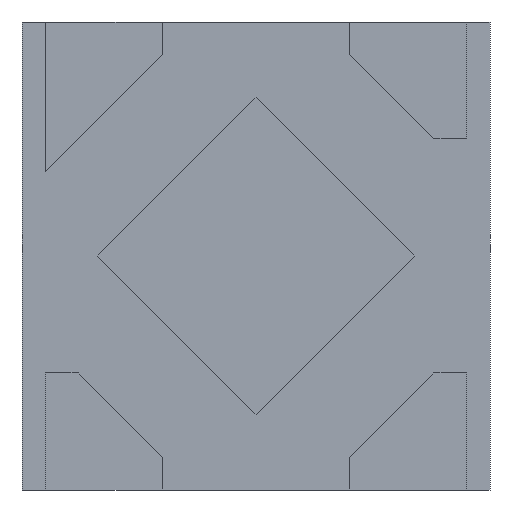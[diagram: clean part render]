
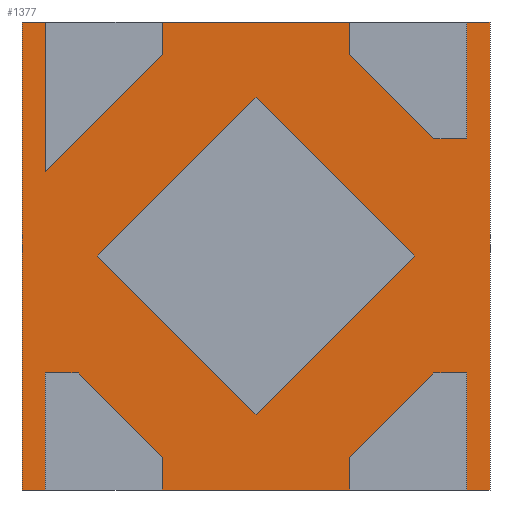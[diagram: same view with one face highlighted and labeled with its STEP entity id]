
A CAD part, front view. The second image highlights one B-rep face of the part: STEP entity #1377.
In plain terms, the highlighted planar face has unit normal (0, -1, 0).
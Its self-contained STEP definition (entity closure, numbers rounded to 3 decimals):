
#954=CARTESIAN_POINT('',(-0.5,0.,-0.5));
#955=VERTEX_POINT('',#954);
#956=CARTESIAN_POINT('',(-0.5,0.,0.5));
#957=VERTEX_POINT('',#956);
#958=CARTESIAN_POINT('',(-0.5,0.,-0.5));
#959=DIRECTION('',(-0.,-0.,1.));
#960=VECTOR('',#959,1.);
#961=LINE('',#958,#960);
#962=EDGE_CURVE('NONE',#955,#957,#961,.T.);
#1004=CARTESIAN_POINT('',(-0.2,0.,0.5));
#1005=VERTEX_POINT('',#1004);
#1012=CARTESIAN_POINT('',(0.2,0.,0.5));
#1013=VERTEX_POINT('',#1012);
#1014=CARTESIAN_POINT('',(-0.2,0.,0.5));
#1015=DIRECTION('',(1.,-0.,-0.));
#1016=VECTOR('',#1015,0.4);
#1017=LINE('',#1014,#1016);
#1018=EDGE_CURVE('NONE',#1005,#1013,#1017,.T.);
#1036=CARTESIAN_POINT('',(0.45,0.,0.5));
#1037=VERTEX_POINT('',#1036);
#1044=CARTESIAN_POINT('',(0.5,0.,0.5));
#1045=VERTEX_POINT('',#1044);
#1046=CARTESIAN_POINT('',(0.45,0.,0.5));
#1047=DIRECTION('',(1.,-0.,-0.));
#1048=VECTOR('',#1047,0.05);
#1049=LINE('',#1046,#1048);
#1050=EDGE_CURVE('NONE',#1037,#1045,#1049,.T.);
#1067=CARTESIAN_POINT('',(-0.45,0.,0.5));
#1068=VERTEX_POINT('',#1067);
#1069=CARTESIAN_POINT('',(-0.5,0.,0.5));
#1070=DIRECTION('',(1.,-0.,-0.));
#1071=VECTOR('',#1070,0.05);
#1072=LINE('',#1069,#1071);
#1073=EDGE_CURVE('NONE',#957,#1068,#1072,.T.);
#1089=CARTESIAN_POINT('',(0.5,0.,-0.5));
#1090=VERTEX_POINT('',#1089);
#1091=CARTESIAN_POINT('',(0.5,0.,0.5));
#1092=DIRECTION('',(-0.,-0.,-1.));
#1093=VECTOR('',#1092,1.);
#1094=LINE('',#1091,#1093);
#1095=EDGE_CURVE('NONE',#1045,#1090,#1094,.T.);
#1130=CARTESIAN_POINT('',(-0.45,0.,-0.5));
#1131=VERTEX_POINT('',#1130);
#1138=CARTESIAN_POINT('',(-0.45,0.,-0.5));
#1139=DIRECTION('',(-1.,-0.,0.));
#1140=VECTOR('',#1139,0.05);
#1141=LINE('',#1138,#1140);
#1142=EDGE_CURVE('NONE',#1131,#955,#1141,.T.);
#1152=CARTESIAN_POINT('',(0.45,0.,-0.5));
#1153=VERTEX_POINT('',#1152);
#1154=CARTESIAN_POINT('',(0.5,0.,-0.5));
#1155=DIRECTION('',(-1.,-0.,0.));
#1156=VECTOR('',#1155,0.05);
#1157=LINE('',#1154,#1156);
#1158=EDGE_CURVE('NONE',#1090,#1153,#1157,.T.);
#1176=CARTESIAN_POINT('',(0.2,0.,-0.5));
#1177=VERTEX_POINT('',#1176);
#1184=CARTESIAN_POINT('',(-0.2,0.,-0.5));
#1185=VERTEX_POINT('',#1184);
#1186=CARTESIAN_POINT('',(0.2,0.,-0.5));
#1187=DIRECTION('',(-1.,-0.,0.));
#1188=VECTOR('',#1187,0.4);
#1189=LINE('',#1186,#1188);
#1190=EDGE_CURVE('NONE',#1177,#1185,#1189,.T.);
#1216=CARTESIAN_POINT('',(0.,0.,0.));
#1217=DIRECTION('',(0.,1.,0.));
#1218=DIRECTION('',(0.,0.,1.));
#1219=AXIS2_PLACEMENT_3D('',#1216,#1217,#1218);
#1220=PLANE('',#1219);
#1221=CARTESIAN_POINT('',(0.,-0.,0.339));
#1222=VERTEX_POINT('',#1221);
#1223=CARTESIAN_POINT('',(-0.339,-0.,0.));
#1224=VERTEX_POINT('',#1223);
#1225=CARTESIAN_POINT('',(-0.,-0.,0.339));
#1226=DIRECTION('',(-0.707,-0.,-0.707));
#1227=VECTOR('',#1226,0.48);
#1228=LINE('',#1225,#1227);
#1229=EDGE_CURVE('NONE',#1222,#1224,#1228,.T.);
#1230=ORIENTED_EDGE('',*,*,#1229,.F.);
#1231=CARTESIAN_POINT('',(0.339,-0.,0.));
#1232=VERTEX_POINT('',#1231);
#1233=CARTESIAN_POINT('',(0.339,-0.,0.));
#1234=DIRECTION('',(-0.707,-0.,0.707));
#1235=VECTOR('',#1234,0.48);
#1236=LINE('',#1233,#1235);
#1237=EDGE_CURVE('NONE',#1232,#1222,#1236,.T.);
#1238=ORIENTED_EDGE('',*,*,#1237,.F.);
#1239=CARTESIAN_POINT('',(-0.,-0.,-0.339));
#1240=VERTEX_POINT('',#1239);
#1241=CARTESIAN_POINT('',(-0.,-0.,-0.339));
#1242=DIRECTION('',(0.707,-0.,0.707));
#1243=VECTOR('',#1242,0.48);
#1244=LINE('',#1241,#1243);
#1245=EDGE_CURVE('NONE',#1240,#1232,#1244,.T.);
#1246=ORIENTED_EDGE('',*,*,#1245,.F.);
#1247=CARTESIAN_POINT('',(-0.339,-0.,0.));
#1248=DIRECTION('',(0.707,-0.,-0.707));
#1249=VECTOR('',#1248,0.48);
#1250=LINE('',#1247,#1249);
#1251=EDGE_CURVE('NONE',#1224,#1240,#1250,.T.);
#1252=ORIENTED_EDGE('',*,*,#1251,.F.);
#1253=EDGE_LOOP('',(#1230,#1238,#1246,#1252));
#1254=FACE_BOUND('',#1253,.T.);
#1255=ORIENTED_EDGE('',*,*,#1018,.F.);
#1256=CARTESIAN_POINT('',(-0.2,-0.,0.43));
#1257=VERTEX_POINT('',#1256);
#1258=CARTESIAN_POINT('',(-0.2,0.,0.43));
#1259=DIRECTION('',(-0.,-0.,1.));
#1260=VECTOR('',#1259,0.07);
#1261=LINE('',#1258,#1260);
#1262=EDGE_CURVE('NONE',#1257,#1005,#1261,.T.);
#1263=ORIENTED_EDGE('',*,*,#1262,.F.);
#1264=CARTESIAN_POINT('',(-0.45,-0.,0.18));
#1265=VERTEX_POINT('',#1264);
#1266=CARTESIAN_POINT('',(-0.45,-0.,0.18));
#1267=DIRECTION('',(0.707,-0.,0.707));
#1268=VECTOR('',#1267,0.354);
#1269=LINE('',#1266,#1268);
#1270=EDGE_CURVE('NONE',#1265,#1257,#1269,.T.);
#1271=ORIENTED_EDGE('',*,*,#1270,.F.);
#1272=CARTESIAN_POINT('',(-0.45,0.,0.5));
#1273=DIRECTION('',(-0.,-0.,-1.));
#1274=VECTOR('',#1273,0.32);
#1275=LINE('',#1272,#1274);
#1276=EDGE_CURVE('NONE',#1068,#1265,#1275,.T.);
#1277=ORIENTED_EDGE('',*,*,#1276,.F.);
#1278=ORIENTED_EDGE('',*,*,#1073,.F.);
#1279=ORIENTED_EDGE('',*,*,#962,.F.);
#1280=ORIENTED_EDGE('',*,*,#1142,.F.);
#1281=CARTESIAN_POINT('',(-0.45,0.,-0.25));
#1282=VERTEX_POINT('',#1281);
#1283=CARTESIAN_POINT('',(-0.45,0.,-0.25));
#1284=DIRECTION('',(-0.,-0.,-1.));
#1285=VECTOR('',#1284,0.25);
#1286=LINE('',#1283,#1285);
#1287=EDGE_CURVE('NONE',#1282,#1131,#1286,.T.);
#1288=ORIENTED_EDGE('',*,*,#1287,.F.);
#1289=CARTESIAN_POINT('',(-0.38,-0.,-0.25));
#1290=VERTEX_POINT('',#1289);
#1291=CARTESIAN_POINT('',(-0.38,0.,-0.25));
#1292=DIRECTION('',(-1.,-0.,-0.));
#1293=VECTOR('',#1292,0.07);
#1294=LINE('',#1291,#1293);
#1295=EDGE_CURVE('NONE',#1290,#1282,#1294,.T.);
#1296=ORIENTED_EDGE('',*,*,#1295,.F.);
#1297=CARTESIAN_POINT('',(-0.2,-0.,-0.43));
#1298=VERTEX_POINT('',#1297);
#1299=CARTESIAN_POINT('',(-0.2,-0.,-0.43));
#1300=DIRECTION('',(-0.707,-0.,0.707));
#1301=VECTOR('',#1300,0.255);
#1302=LINE('',#1299,#1301);
#1303=EDGE_CURVE('NONE',#1298,#1290,#1302,.T.);
#1304=ORIENTED_EDGE('',*,*,#1303,.F.);
#1305=CARTESIAN_POINT('',(-0.2,0.,-0.5));
#1306=DIRECTION('',(0.,-0.,1.));
#1307=VECTOR('',#1306,0.07);
#1308=LINE('',#1305,#1307);
#1309=EDGE_CURVE('NONE',#1185,#1298,#1308,.T.);
#1310=ORIENTED_EDGE('',*,*,#1309,.F.);
#1311=ORIENTED_EDGE('',*,*,#1190,.F.);
#1312=CARTESIAN_POINT('',(0.2,-0.,-0.43));
#1313=VERTEX_POINT('',#1312);
#1314=CARTESIAN_POINT('',(0.2,0.,-0.43));
#1315=DIRECTION('',(0.,-0.,-1.));
#1316=VECTOR('',#1315,0.07);
#1317=LINE('',#1314,#1316);
#1318=EDGE_CURVE('NONE',#1313,#1177,#1317,.T.);
#1319=ORIENTED_EDGE('',*,*,#1318,.F.);
#1320=CARTESIAN_POINT('',(0.38,-0.,-0.25));
#1321=VERTEX_POINT('',#1320);
#1322=CARTESIAN_POINT('',(0.38,-0.,-0.25));
#1323=DIRECTION('',(-0.707,-0.,-0.707));
#1324=VECTOR('',#1323,0.255);
#1325=LINE('',#1322,#1324);
#1326=EDGE_CURVE('NONE',#1321,#1313,#1325,.T.);
#1327=ORIENTED_EDGE('',*,*,#1326,.F.);
#1328=CARTESIAN_POINT('',(0.45,0.,-0.25));
#1329=VERTEX_POINT('',#1328);
#1330=CARTESIAN_POINT('',(0.45,0.,-0.25));
#1331=DIRECTION('',(-1.,-0.,0.));
#1332=VECTOR('',#1331,0.07);
#1333=LINE('',#1330,#1332);
#1334=EDGE_CURVE('NONE',#1329,#1321,#1333,.T.);
#1335=ORIENTED_EDGE('',*,*,#1334,.F.);
#1336=CARTESIAN_POINT('',(0.45,0.,-0.5));
#1337=DIRECTION('',(-0.,-0.,1.));
#1338=VECTOR('',#1337,0.25);
#1339=LINE('',#1336,#1338);
#1340=EDGE_CURVE('NONE',#1153,#1329,#1339,.T.);
#1341=ORIENTED_EDGE('',*,*,#1340,.F.);
#1342=ORIENTED_EDGE('',*,*,#1158,.F.);
#1343=ORIENTED_EDGE('',*,*,#1095,.F.);
#1344=ORIENTED_EDGE('',*,*,#1050,.F.);
#1345=CARTESIAN_POINT('',(0.45,0.,0.25));
#1346=VERTEX_POINT('',#1345);
#1347=CARTESIAN_POINT('',(0.45,0.,0.25));
#1348=DIRECTION('',(0.,-0.,1.));
#1349=VECTOR('',#1348,0.25);
#1350=LINE('',#1347,#1349);
#1351=EDGE_CURVE('NONE',#1346,#1037,#1350,.T.);
#1352=ORIENTED_EDGE('',*,*,#1351,.F.);
#1353=CARTESIAN_POINT('',(0.38,0.,0.25));
#1354=VERTEX_POINT('',#1353);
#1355=CARTESIAN_POINT('',(0.38,0.,0.25));
#1356=DIRECTION('',(1.,-0.,-0.));
#1357=VECTOR('',#1356,0.07);
#1358=LINE('',#1355,#1357);
#1359=EDGE_CURVE('NONE',#1354,#1346,#1358,.T.);
#1360=ORIENTED_EDGE('',*,*,#1359,.F.);
#1361=CARTESIAN_POINT('',(0.2,0.,0.43));
#1362=VERTEX_POINT('',#1361);
#1363=CARTESIAN_POINT('',(0.2,0.,0.43));
#1364=DIRECTION('',(0.707,-0.,-0.707));
#1365=VECTOR('',#1364,0.255);
#1366=LINE('',#1363,#1365);
#1367=EDGE_CURVE('NONE',#1362,#1354,#1366,.T.);
#1368=ORIENTED_EDGE('',*,*,#1367,.F.);
#1369=CARTESIAN_POINT('',(0.2,0.,0.5));
#1370=DIRECTION('',(0.,-0.,-1.));
#1371=VECTOR('',#1370,0.07);
#1372=LINE('',#1369,#1371);
#1373=EDGE_CURVE('NONE',#1013,#1362,#1372,.T.);
#1374=ORIENTED_EDGE('',*,*,#1373,.F.);
#1375=EDGE_LOOP('',(#1255,#1263,#1271,#1277,#1278,#1279,#1280,#1288,#1296,#1304,#1310,#1311,#1319,#1327,#1335,#1341,#1342,#1343,#1344,#1352,#1360,#1368,#1374));
#1376=FACE_BOUND('',#1375,.T.);
#1377=ADVANCED_FACE('NONE',(#1254,#1376),#1220,.F.);
